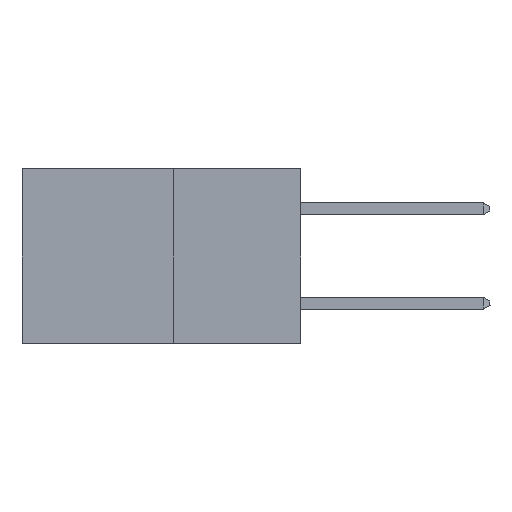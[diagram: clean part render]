
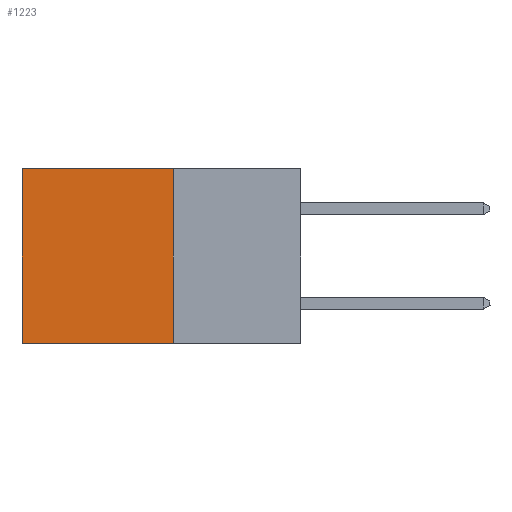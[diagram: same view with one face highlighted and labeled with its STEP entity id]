
A CAD part, left-side view. The second image highlights one B-rep face of the part: STEP entity #1223.
In plain terms, the highlighted planar face has unit normal (-1, 0, 0).
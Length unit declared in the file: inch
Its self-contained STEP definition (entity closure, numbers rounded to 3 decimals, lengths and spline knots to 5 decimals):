
#170 = DIRECTION ( 'NONE',  ( 0., 0., -1. ) ) ;
#309 = CARTESIAN_POINT ( 'NONE',  ( 0.277, 0.27, -0.37 ) ) ;
#1223 = ADVANCED_FACE ( 'NONE', ( #31268 ), #29296, .F. ) ;
#1353 = CARTESIAN_POINT ( 'NONE',  ( 0.277, 0.59, -0.37 ) ) ;
#1377 = VERTEX_POINT ( 'NONE', #26978 ) ;
#1797 = AXIS2_PLACEMENT_3D ( 'NONE', #29584, #29144, #29115 ) ;
#2887 = CARTESIAN_POINT ( 'NONE',  ( 0.277, 0.59, -0.37 ) ) ;
#2990 = ORIENTED_EDGE ( 'NONE', *, *, #23814, .T. ) ;
#3169 = LINE ( 'NONE', #25865, #30543 ) ;
#3232 = ORIENTED_EDGE ( 'NONE', *, *, #19892, .T. ) ;
#3416 = VERTEX_POINT ( 'NONE', #1353 ) ;
#4238 = VERTEX_POINT ( 'NONE', #29549 ) ;
#7111 = EDGE_CURVE ( 'NONE', #1377, #4238, #20195, .T. ) ;
#8300 = DIRECTION ( 'NONE',  ( 0., 1., 0. ) ) ;
#10102 = DIRECTION ( 'NONE',  ( 0., 1., 0. ) ) ;
#14430 = CARTESIAN_POINT ( 'NONE',  ( 0.277, 0.59, 0. ) ) ;
#16138 = VECTOR ( 'NONE', #170, 39.37008 ) ;
#18285 = ORIENTED_EDGE ( 'NONE', *, *, #7111, .F. ) ;
#19892 = EDGE_CURVE ( 'NONE', #31465, #3416, #30227, .T. ) ;
#20195 = LINE ( 'NONE', #21879, #33378 ) ;
#21879 = CARTESIAN_POINT ( 'NONE',  ( 0.277, 0.27, -0.37 ) ) ;
#22574 = ORIENTED_EDGE ( 'NONE', *, *, #24672, .F. ) ;
#23814 = EDGE_CURVE ( 'NONE', #1377, #31465, #3169, .T. ) ;
#24006 = EDGE_LOOP ( 'NONE', ( #3232, #22574, #18285, #2990 ) ) ;
#24672 = EDGE_CURVE ( 'NONE', #4238, #3416, #25050, .T. ) ;
#25050 = LINE ( 'NONE', #309, #31290 ) ;
#25865 = CARTESIAN_POINT ( 'NONE',  ( 0.277, 0.27, 0. ) ) ;
#26978 = CARTESIAN_POINT ( 'NONE',  ( 0.277, 0.27, 0. ) ) ;
#29115 = DIRECTION ( 'NONE',  ( 0., 0., -1. ) ) ;
#29144 = DIRECTION ( 'NONE',  ( 1., 0., 0. ) ) ;
#29296 = PLANE ( 'NONE',  #1797 ) ;
#29549 = CARTESIAN_POINT ( 'NONE',  ( 0.277, 0.27, -0.37 ) ) ;
#29584 = CARTESIAN_POINT ( 'NONE',  ( 0.277, 0.27, -0.37 ) ) ;
#30227 = LINE ( 'NONE', #2887, #16138 ) ;
#30543 = VECTOR ( 'NONE', #10102, 39.37008 ) ;
#31268 = FACE_OUTER_BOUND ( 'NONE', #24006, .T. ) ;
#31290 = VECTOR ( 'NONE', #8300, 39.37008 ) ;
#31465 = VERTEX_POINT ( 'NONE', #14430 ) ;
#32527 = DIRECTION ( 'NONE',  ( 0., 0., -1. ) ) ;
#33378 = VECTOR ( 'NONE', #32527, 39.37008 ) ;
